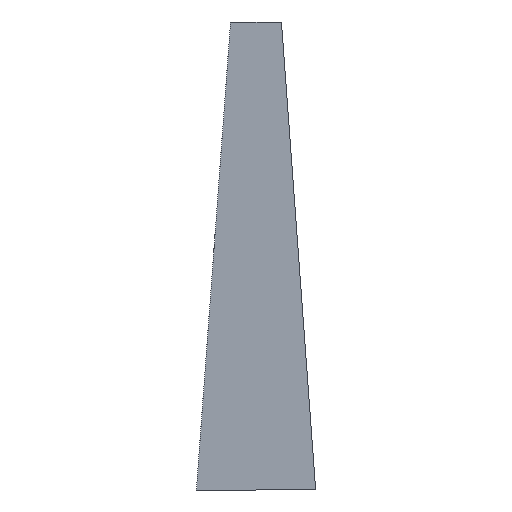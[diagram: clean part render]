
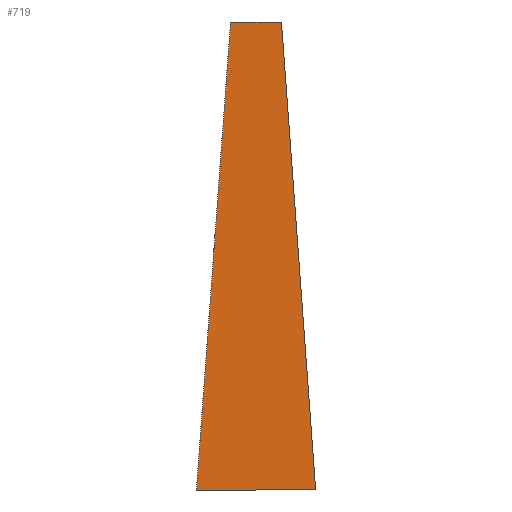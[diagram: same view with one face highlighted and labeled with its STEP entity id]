
A CAD part, front view. The second image highlights one B-rep face of the part: STEP entity #719.
In plain terms, the highlighted planar face has unit normal (0, -1, 0).
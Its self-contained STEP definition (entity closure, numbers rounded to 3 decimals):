
#4 = CARTESIAN_POINT ( 'NONE',  ( 6.425, 21.1, 131.593 ) ) ;
#104 = DIRECTION ( 'NONE',  ( -1., 0., 0. ) ) ;
#109 = VECTOR ( 'NONE', #170, 1000. ) ;
#112 = FACE_OUTER_BOUND ( 'NONE', #517, .T. ) ;
#120 = LINE ( 'NONE', #4, #723 ) ;
#129 = DIRECTION ( 'NONE',  ( 1., 0., 0. ) ) ;
#134 = CARTESIAN_POINT ( 'NONE',  ( -15.051, 21.1, 13.5 ) ) ;
#168 = ORIENTED_EDGE ( 'NONE', *, *, #203, .F. ) ;
#170 = DIRECTION ( 'NONE',  ( 0.073, 0., 0.997 ) ) ;
#179 = AXIS2_PLACEMENT_3D ( 'NONE', #624, #826, #755 ) ;
#203 = EDGE_CURVE ( 'NONE', #548, #242, #120, .T. ) ;
#236 = CARTESIAN_POINT ( 'NONE',  ( -6.425, 21.1, 131.593 ) ) ;
#242 = VERTEX_POINT ( 'NONE', #317 ) ;
#243 = CARTESIAN_POINT ( 'NONE',  ( 15.051, 21.1, 13.5 ) ) ;
#279 = VERTEX_POINT ( 'NONE', #134 ) ;
#317 = CARTESIAN_POINT ( 'NONE',  ( 6.425, 21.1, 131.593 ) ) ;
#334 = CARTESIAN_POINT ( 'NONE',  ( -6.425, 21.1, 131.593 ) ) ;
#378 = LINE ( 'NONE', #620, #474 ) ;
#409 = ORIENTED_EDGE ( 'NONE', *, *, #687, .F. ) ;
#459 = ORIENTED_EDGE ( 'NONE', *, *, #644, .F. ) ;
#461 = ORIENTED_EDGE ( 'NONE', *, *, #627, .F. ) ;
#474 = VECTOR ( 'NONE', #104, 1000. ) ;
#508 = PLANE ( 'NONE',  #179 ) ;
#517 = EDGE_LOOP ( 'NONE', ( #459, #461, #409, #168 ) ) ;
#548 = VERTEX_POINT ( 'NONE', #334 ) ;
#581 = VECTOR ( 'NONE', #759, 1000. ) ;
#620 = CARTESIAN_POINT ( 'NONE',  ( -15.051, 21.1, 13.5 ) ) ;
#624 = CARTESIAN_POINT ( 'NONE',  ( 0., 21.1, 0. ) ) ;
#627 = EDGE_CURVE ( 'NONE', #711, #279, #378, .T. ) ;
#638 = CARTESIAN_POINT ( 'NONE',  ( 15.051, 21.1, 13.5 ) ) ;
#644 = EDGE_CURVE ( 'NONE', #279, #548, #819, .T. ) ;
#687 = EDGE_CURVE ( 'NONE', #242, #711, #700, .T. ) ;
#700 = LINE ( 'NONE', #638, #581 ) ;
#711 = VERTEX_POINT ( 'NONE', #243 ) ;
#719 = ADVANCED_FACE ( 'NONE', ( #112 ), #508, .T. ) ;
#723 = VECTOR ( 'NONE', #129, 1000. ) ;
#755 = DIRECTION ( 'NONE',  ( 0., 0., -1. ) ) ;
#759 = DIRECTION ( 'NONE',  ( 0.073, 0., -0.997 ) ) ;
#819 = LINE ( 'NONE', #236, #109 ) ;
#826 = DIRECTION ( 'NONE',  ( 0., -1., 0. ) ) ;
